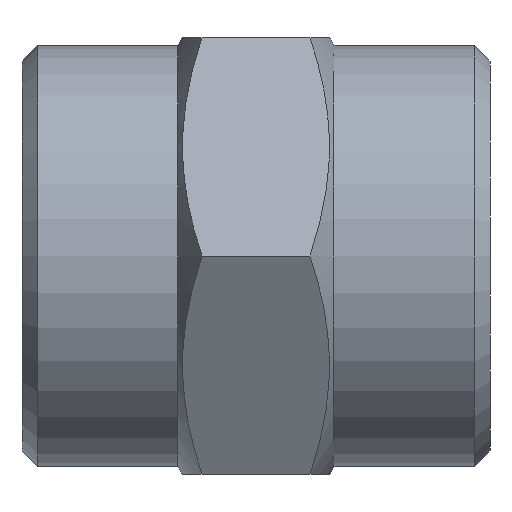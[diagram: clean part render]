
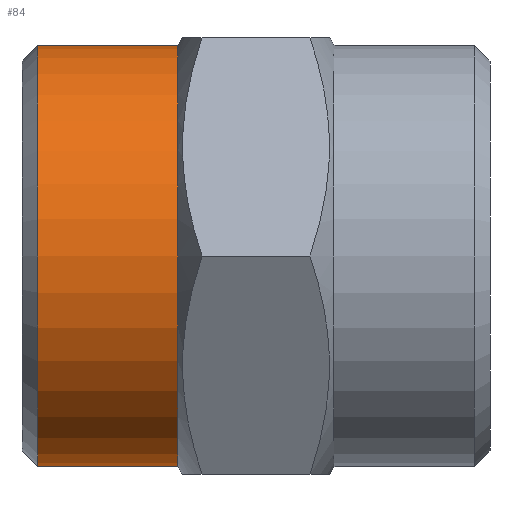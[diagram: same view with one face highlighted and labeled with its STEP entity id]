
A CAD part, left-side view. The second image highlights one B-rep face of the part: STEP entity #84.
In plain terms, the highlighted cylindrical face has radius 6.75 mm (diameter 13.5 mm), a full revolution.
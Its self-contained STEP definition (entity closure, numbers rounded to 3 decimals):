
#84 = ADVANCED_FACE( 'NONE', ( #117, #118 ), #119, .T. );
#117 = FACE_OUTER_BOUND( '', #162, .T. );
#118 = FACE_OUTER_BOUND( '', #163, .T. );
#119 = CYLINDRICAL_SURFACE( '', #164, 6.75 );
#162 = EDGE_LOOP( '', ( #250 ) );
#163 = EDGE_LOOP( '', ( #251 ) );
#164 = AXIS2_PLACEMENT_3D( '', #252, #253, #254 );
#250 = ORIENTED_EDGE( '', *, *, #317, .F. );
#251 = ORIENTED_EDGE( '', *, *, #322, .T. );
#252 = CARTESIAN_POINT( '', ( 0., -2.608, 0. ) );
#253 = DIRECTION( '', ( 0., 1., 0. ) );
#254 = DIRECTION( '', ( 0., 0., -1. ) );
#317 = EDGE_CURVE( 'NONE', #366, #366, #367, .T. );
#322 = EDGE_CURVE( 'NONE', #374, #374, #375, .T. );
#366 = VERTEX_POINT( '', #522 );
#367 = CIRCLE( '', #523, 6.75 );
#374 = VERTEX_POINT( '', #532 );
#375 = CIRCLE( '', #533, 6.75 );
#522 = CARTESIAN_POINT( '', ( 0., 10., -6.75 ) );
#523 = AXIS2_PLACEMENT_3D( '', #553, #554, #555 );
#532 = CARTESIAN_POINT( '', ( 0., 14.5, -6.75 ) );
#533 = AXIS2_PLACEMENT_3D( '', #564, #565, #566 );
#553 = CARTESIAN_POINT( '', ( 0., 10., 0. ) );
#554 = DIRECTION( '', ( 0., -1., 0. ) );
#555 = DIRECTION( '', ( 0., 0., -1. ) );
#564 = CARTESIAN_POINT( '', ( 0., 14.5, 0. ) );
#565 = DIRECTION( '', ( 0., -1., 0. ) );
#566 = DIRECTION( '', ( 0., 0., -1. ) );
